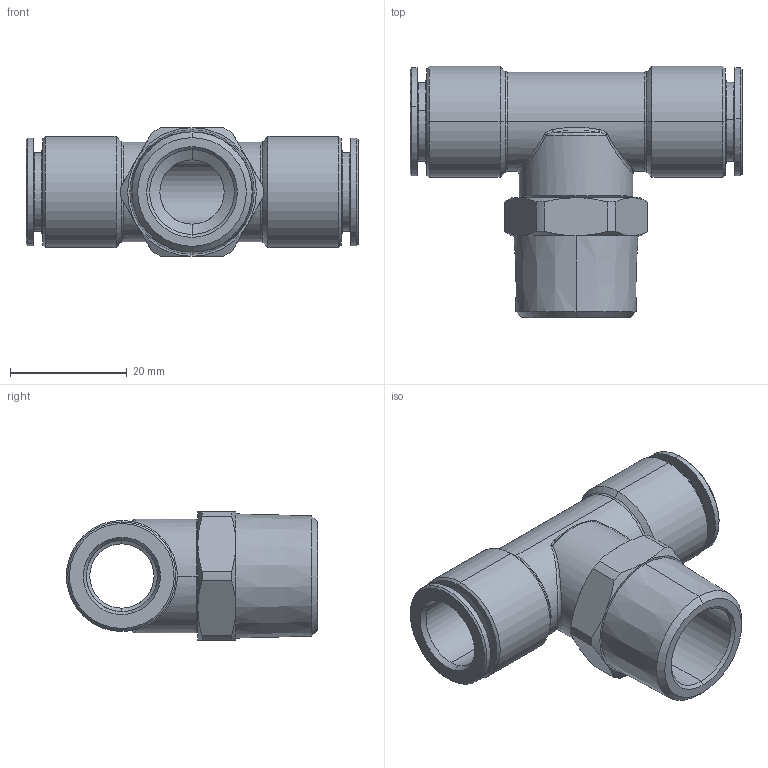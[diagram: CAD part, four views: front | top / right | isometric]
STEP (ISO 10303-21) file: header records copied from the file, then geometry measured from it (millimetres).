
FILE_DESCRIPTION(( 'MA.20.12.12.STEP' ), '1');
FILE_NAME( 'MA.20.12.12.STEP', '2018-10-01T12:16:33',( 'Sopra'),('sopra-pneumatic.com'), 'SwSTEP 2.0','SolidWorks 2009','' );
FILE_SCHEMA (( 'CONFIG_CONTROL_DESIGN' ));
Length unit declared in the file: millimetre
Products named in the file (1): A0100064
Bounding box: 56.8 x 43 x 22 mm (x, y, z)
Volume: 13170.9 mm3; surface area: 9077.6 mm2
Topology: 1 solids, 1 shells, 114 faces, 254 edges, 148 vertices
Faces by surface type: cone 52, cylinder 33, plane 15, bspline 8, torus 6
Entity records: 3879 total; most frequent: CARTESIAN_POINT 1303, DIRECTION 552, ORIENTED_EDGE 508, EDGE_CURVE 254, AXIS2_PLACEMENT_3D 237, VERTEX_POINT 148, CIRCLE 130, EDGE_LOOP 124
